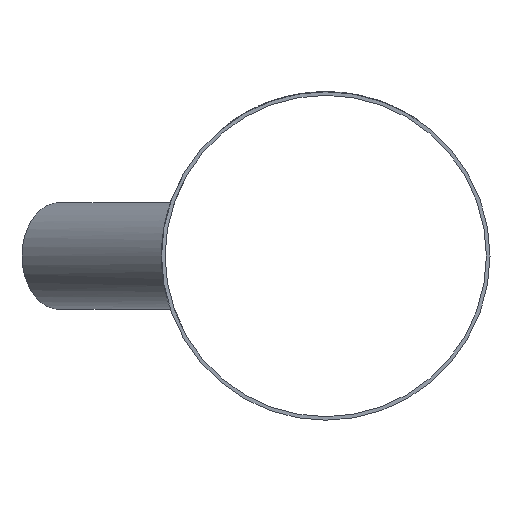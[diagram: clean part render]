
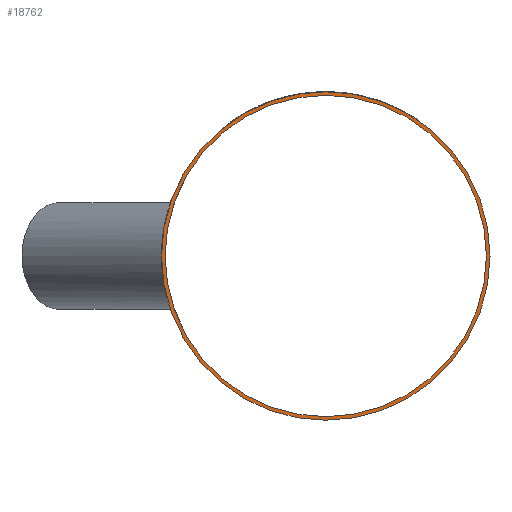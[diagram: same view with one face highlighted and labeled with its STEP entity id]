
A CAD part, left-side view. The second image highlights one B-rep face of the part: STEP entity #18762.
In plain terms, the highlighted planar face has unit normal (-1, 0, 0).
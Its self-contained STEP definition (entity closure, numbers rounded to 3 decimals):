
#111 = CARTESIAN_POINT ( 'NONE',  ( -138., 0., 133.5 ) ) ;
#3050 = CARTESIAN_POINT ( 'NONE',  ( -138., 0., 136.5 ) ) ;
#3303 = CIRCLE ( 'NONE', #20905, 133.5 ) ;
#3749 = EDGE_LOOP ( 'NONE', ( #26323 ) ) ;
#4362 = EDGE_CURVE ( 'NONE', #34099, #34099, #3303, .T. ) ;
#6368 = DIRECTION ( 'NONE',  ( -1., 0., 0. ) ) ;
#6611 = FACE_BOUND ( 'NONE', #33737, .T. ) ;
#9985 = DIRECTION ( 'NONE',  ( -1., 0., 0. ) ) ;
#11860 = FACE_OUTER_BOUND ( 'NONE', #3749, .T. ) ;
#17730 = CARTESIAN_POINT ( 'NONE',  ( -138., 0., 0. ) ) ;
#18762 = ADVANCED_FACE ( 'NONE', ( #6611, #11860 ), #38224, .T. ) ;
#20905 = AXIS2_PLACEMENT_3D ( 'NONE', #29605, #9985, #43247 ) ;
#23297 = ORIENTED_EDGE ( 'NONE', *, *, #4362, .F. ) ;
#26323 = ORIENTED_EDGE ( 'NONE', *, *, #31188, .T. ) ;
#27048 = CIRCLE ( 'NONE', #35355, 136.5 ) ;
#28907 = AXIS2_PLACEMENT_3D ( 'NONE', #17730, #40898, #38083 ) ;
#29605 = CARTESIAN_POINT ( 'NONE',  ( -138., 0., 0. ) ) ;
#31188 = EDGE_CURVE ( 'NONE', #39352, #39352, #27048, .T. ) ;
#32580 = CARTESIAN_POINT ( 'NONE',  ( -138., 0., 0. ) ) ;
#33737 = EDGE_LOOP ( 'NONE', ( #23297 ) ) ;
#34099 = VERTEX_POINT ( 'NONE', #111 ) ;
#35355 = AXIS2_PLACEMENT_3D ( 'NONE', #32580, #6368, #35949 ) ;
#35949 = DIRECTION ( 'NONE',  ( 0., 0., 1. ) ) ;
#38083 = DIRECTION ( 'NONE',  ( 0., 0., 1. ) ) ;
#38224 = PLANE ( 'NONE',  #28907 ) ;
#39352 = VERTEX_POINT ( 'NONE', #3050 ) ;
#40898 = DIRECTION ( 'NONE',  ( -1., 0., 0. ) ) ;
#43247 = DIRECTION ( 'NONE',  ( 0., 0., 1. ) ) ;
